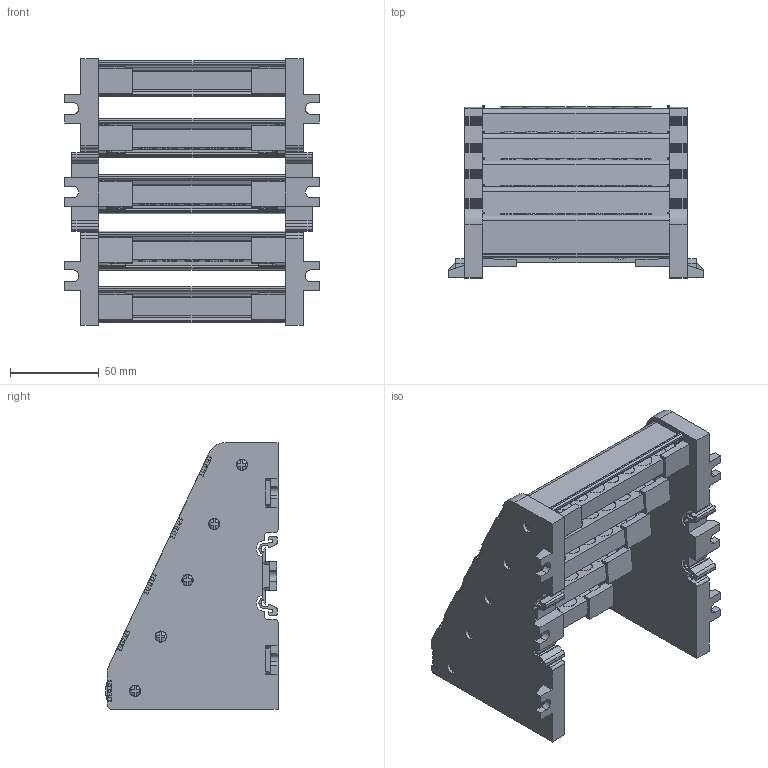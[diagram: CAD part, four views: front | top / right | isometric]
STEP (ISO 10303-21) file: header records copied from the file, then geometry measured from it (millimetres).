
FILE_DESCRIPTION (( 'STEP AP203' ), '1' );
FILE_NAME ('10x15 Beþ Kutuplu Daðýtýcý Ünite - 7 Delikli.STEP', '2019-01-22T13:18:00', ( '' ), ( '' ), 'SwSTEP 2.0', 'SolidWorks 2011', '' );
FILE_SCHEMA (( 'CONFIG_CONTROL_DESIGN' ));
Length unit declared in the file: millimetre
Products named in the file (1): 10x15 Beþ Kutuplu Daðýtýcý Ünite - 7 Delikli
Bounding box: 143 x 96.66 x 150 mm (x, y, z)
Volume: 330710.8 mm3; surface area: 160426 mm2
Topology: 1 solids, 11 shells, 4099 faces, 11324 edges, 7367 vertices
Faces by surface type: plane 2100, cylinder 1225, bspline 529, cone 245
Entity records: 142284 total; most frequent: CARTESIAN_POINT 38907, ORIENTED_EDGE 22618, DIRECTION 20761, EDGE_CURVE 11309, VERTEX_POINT 7367, AXIS2_PLACEMENT_3D 7022, LINE 6717, VECTOR 6717
